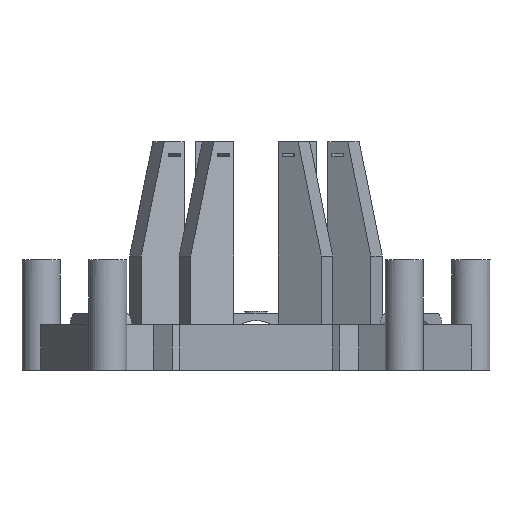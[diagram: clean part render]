
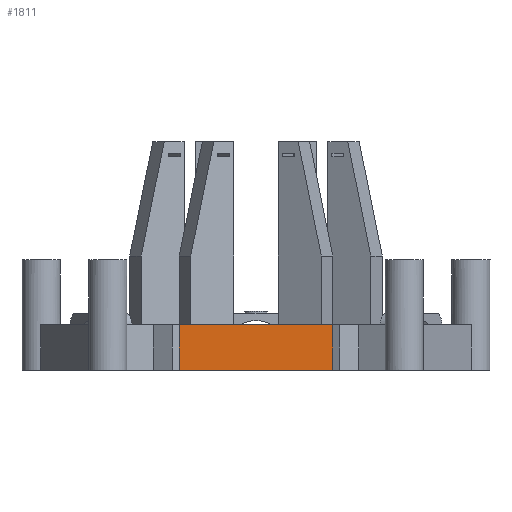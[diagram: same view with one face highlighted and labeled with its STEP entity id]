
A CAD part, left-side view. The second image highlights one B-rep face of the part: STEP entity #1811.
In plain terms, the highlighted planar face has unit normal (-1, 0, 0).
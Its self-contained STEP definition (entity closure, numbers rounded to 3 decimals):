
#44 = PLANE('',#45);
#45 = AXIS2_PLACEMENT_3D('',#46,#47,#48);
#46 = CARTESIAN_POINT('',(1.823,0.,0.));
#47 = DIRECTION('',(-0.,-0.,-1.));
#48 = DIRECTION('',(-1.,0.,0.));
#98 = PLANE('',#99);
#99 = AXIS2_PLACEMENT_3D('',#100,#101,#102);
#100 = CARTESIAN_POINT('',(-0.054,0.,12.)
  );
#101 = DIRECTION('',(0.,0.,1.));
#102 = DIRECTION('',(1.,0.,0.));
#1302 = PLANE('',#1303);
#1303 = AXIS2_PLACEMENT_3D('',#1304,#1305,#1306);
#1304 = CARTESIAN_POINT('',(-41.082,21.986,0.));
#1305 = DIRECTION('',(0.866,0.5,0.));
#1306 = DIRECTION('',(0.5,-0.866,0.));
#1432 = VERTEX_POINT('',#1433);
#1433 = CARTESIAN_POINT('',(-40.,20.113,0.));
#1456 = VERTEX_POINT('',#1457);
#1457 = CARTESIAN_POINT('',(-40.,20.113,12.));
#1478 = EDGE_CURVE('',#1432,#1456,#1479,.T.);
#1479 = SURFACE_CURVE('',#1480,(#1484,#1490),.PCURVE_S1.);
#1480 = LINE('',#1481,#1482);
#1481 = CARTESIAN_POINT('',(-40.,20.113,0.));
#1482 = VECTOR('',#1483,1.);
#1483 = DIRECTION('',(0.,0.,1.));
#1484 = PCURVE('',#1302,#1485);
#1485 = DEFINITIONAL_REPRESENTATION('',(#1486),#1489);
#1486 = B_SPLINE_CURVE_WITH_KNOTS('',1,(#1487,#1488),.UNSPECIFIED.,.F.,
  .F.,(2,2),(-1.2,13.2),.PIECEWISE_BEZIER_KNOTS.);
#1487 = CARTESIAN_POINT('',(2.163,1.2));
#1488 = CARTESIAN_POINT('',(2.163,-13.2));
#1489 = ( GEOMETRIC_REPRESENTATION_CONTEXT(2) 
PARAMETRIC_REPRESENTATION_CONTEXT() REPRESENTATION_CONTEXT('2D SPACE',''
  ) );
#1490 = PCURVE('',#1491,#1496);
#1491 = PLANE('',#1492);
#1492 = AXIS2_PLACEMENT_3D('',#1493,#1494,#1495);
#1493 = CARTESIAN_POINT('',(-40.,-21.,0.));
#1494 = DIRECTION('',(1.,0.,0.));
#1495 = DIRECTION('',(0.,0.,1.));
#1496 = DEFINITIONAL_REPRESENTATION('',(#1497),#1500);
#1497 = B_SPLINE_CURVE_WITH_KNOTS('',1,(#1498,#1499),.UNSPECIFIED.,.F.,
  .F.,(2,2),(-1.2,13.2),.PIECEWISE_BEZIER_KNOTS.);
#1498 = CARTESIAN_POINT('',(-1.2,-41.113));
#1499 = CARTESIAN_POINT('',(13.2,-41.113));
#1500 = ( GEOMETRIC_REPRESENTATION_CONTEXT(2) 
PARAMETRIC_REPRESENTATION_CONTEXT() REPRESENTATION_CONTEXT('2D SPACE',''
  ) );
#1811 = ADVANCED_FACE('',(#1812),#1491,.F.);
#1812 = FACE_BOUND('',#1813,.F.);
#1813 = EDGE_LOOP('',(#1814,#1837,#1863,#1884));
#1814 = ORIENTED_EDGE('',*,*,#1815,.F.);
#1815 = EDGE_CURVE('',#1816,#1456,#1818,.T.);
#1816 = VERTEX_POINT('',#1817);
#1817 = CARTESIAN_POINT('',(-40.,-20.113,12.));
#1818 = SURFACE_CURVE('',#1819,(#1823,#1830),.PCURVE_S1.);
#1819 = LINE('',#1820,#1821);
#1820 = CARTESIAN_POINT('',(-40.,-21.,12.));
#1821 = VECTOR('',#1822,1.);
#1822 = DIRECTION('',(0.,1.,0.));
#1823 = PCURVE('',#1491,#1824);
#1824 = DEFINITIONAL_REPRESENTATION('',(#1825),#1829);
#1825 = LINE('',#1826,#1827);
#1826 = CARTESIAN_POINT('',(12.,0.));
#1827 = VECTOR('',#1828,1.);
#1828 = DIRECTION('',(0.,-1.));
#1829 = ( GEOMETRIC_REPRESENTATION_CONTEXT(2) 
PARAMETRIC_REPRESENTATION_CONTEXT() REPRESENTATION_CONTEXT('2D SPACE',''
  ) );
#1830 = PCURVE('',#98,#1831);
#1831 = DEFINITIONAL_REPRESENTATION('',(#1832),#1836);
#1832 = LINE('',#1833,#1834);
#1833 = CARTESIAN_POINT('',(-39.946,-21.));
#1834 = VECTOR('',#1835,1.);
#1835 = DIRECTION('',(0.,1.));
#1836 = ( GEOMETRIC_REPRESENTATION_CONTEXT(2) 
PARAMETRIC_REPRESENTATION_CONTEXT() REPRESENTATION_CONTEXT('2D SPACE',''
  ) );
#1837 = ORIENTED_EDGE('',*,*,#1838,.T.);
#1838 = EDGE_CURVE('',#1816,#1839,#1841,.T.);
#1839 = VERTEX_POINT('',#1840);
#1840 = CARTESIAN_POINT('',(-40.,-20.113,0.));
#1841 = SURFACE_CURVE('',#1842,(#1846,#1852),.PCURVE_S1.);
#1842 = LINE('',#1843,#1844);
#1843 = CARTESIAN_POINT('',(-40.,-20.113,0.));
#1844 = VECTOR('',#1845,1.);
#1845 = DIRECTION('',(0.,0.,-1.));
#1846 = PCURVE('',#1491,#1847);
#1847 = DEFINITIONAL_REPRESENTATION('',(#1848),#1851);
#1848 = B_SPLINE_CURVE_WITH_KNOTS('',1,(#1849,#1850),.UNSPECIFIED.,.F.,
  .F.,(2,2),(-13.2,1.2),.PIECEWISE_BEZIER_KNOTS.);
#1849 = CARTESIAN_POINT('',(13.2,-0.887));
#1850 = CARTESIAN_POINT('',(-1.2,-0.887));
#1851 = ( GEOMETRIC_REPRESENTATION_CONTEXT(2) 
PARAMETRIC_REPRESENTATION_CONTEXT() REPRESENTATION_CONTEXT('2D SPACE',''
  ) );
#1852 = PCURVE('',#1853,#1858);
#1853 = PLANE('',#1854);
#1854 = AXIS2_PLACEMENT_3D('',#1855,#1856,#1857);
#1855 = CARTESIAN_POINT('',(-26.888,2.598,0.));
#1856 = DIRECTION('',(0.866,-0.5,0.));
#1857 = DIRECTION('',(-0.5,-0.866,0.));
#1858 = DEFINITIONAL_REPRESENTATION('',(#1859),#1862);
#1859 = B_SPLINE_CURVE_WITH_KNOTS('',1,(#1860,#1861),.UNSPECIFIED.,.F.,
  .F.,(2,2),(-13.2,1.2),.PIECEWISE_BEZIER_KNOTS.);
#1860 = CARTESIAN_POINT('',(26.224,-13.2));
#1861 = CARTESIAN_POINT('',(26.224,1.2));
#1862 = ( GEOMETRIC_REPRESENTATION_CONTEXT(2) 
PARAMETRIC_REPRESENTATION_CONTEXT() REPRESENTATION_CONTEXT('2D SPACE',''
  ) );
#1863 = ORIENTED_EDGE('',*,*,#1864,.T.);
#1864 = EDGE_CURVE('',#1839,#1432,#1865,.T.);
#1865 = SURFACE_CURVE('',#1866,(#1870,#1877),.PCURVE_S1.);
#1866 = LINE('',#1867,#1868);
#1867 = CARTESIAN_POINT('',(-40.,-21.,0.));
#1868 = VECTOR('',#1869,1.);
#1869 = DIRECTION('',(0.,1.,0.));
#1870 = PCURVE('',#1491,#1871);
#1871 = DEFINITIONAL_REPRESENTATION('',(#1872),#1876);
#1872 = LINE('',#1873,#1874);
#1873 = CARTESIAN_POINT('',(0.,0.));
#1874 = VECTOR('',#1875,1.);
#1875 = DIRECTION('',(0.,-1.));
#1876 = ( GEOMETRIC_REPRESENTATION_CONTEXT(2) 
PARAMETRIC_REPRESENTATION_CONTEXT() REPRESENTATION_CONTEXT('2D SPACE',''
  ) );
#1877 = PCURVE('',#44,#1878);
#1878 = DEFINITIONAL_REPRESENTATION('',(#1879),#1883);
#1879 = LINE('',#1880,#1881);
#1880 = CARTESIAN_POINT('',(41.823,-21.));
#1881 = VECTOR('',#1882,1.);
#1882 = DIRECTION('',(0.,1.));
#1883 = ( GEOMETRIC_REPRESENTATION_CONTEXT(2) 
PARAMETRIC_REPRESENTATION_CONTEXT() REPRESENTATION_CONTEXT('2D SPACE',''
  ) );
#1884 = ORIENTED_EDGE('',*,*,#1478,.T.);
